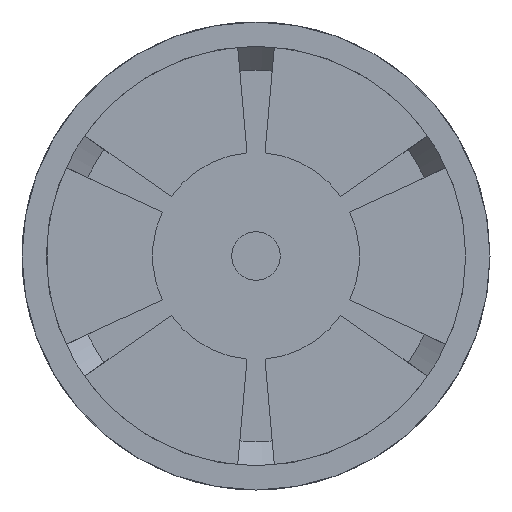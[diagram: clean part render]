
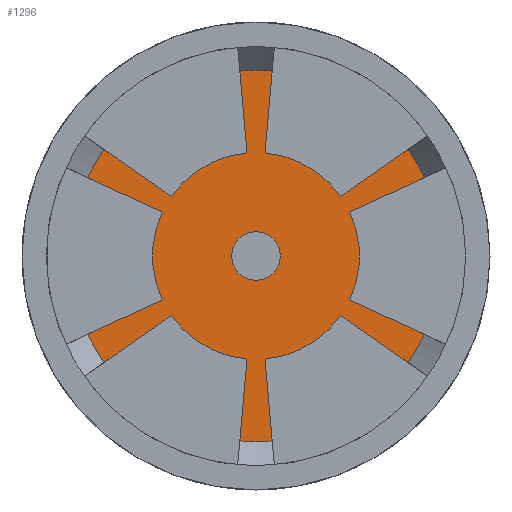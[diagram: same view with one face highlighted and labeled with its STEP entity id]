
A CAD part, front view. The second image highlights one B-rep face of the part: STEP entity #1296.
In plain terms, the highlighted planar face has unit normal (0, -1, 0).
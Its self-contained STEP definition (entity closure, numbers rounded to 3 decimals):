
#56=LINE('',#1910,#152);
#67=LINE('',#1939,#163);
#72=LINE('',#1952,#168);
#83=LINE('',#1981,#179);
#89=LINE('',#2000,#185);
#100=LINE('',#2023,#196);
#104=LINE('',#2036,#200);
#115=LINE('',#2065,#211);
#120=LINE('',#2078,#216);
#131=LINE('',#2107,#227);
#136=LINE('',#2120,#232);
#147=LINE('',#2149,#243);
#152=VECTOR('',#1505,5.088);
#163=VECTOR('',#1530,5.088);
#168=VECTOR('',#1541,5.088);
#179=VECTOR('',#1566,5.088);
#185=VECTOR('',#1584,5.088);
#196=VECTOR('',#1601,5.088);
#200=VECTOR('',#1613,5.088);
#211=VECTOR('',#1638,5.088);
#216=VECTOR('',#1649,5.088);
#227=VECTOR('',#1674,5.088);
#232=VECTOR('',#1685,5.088);
#243=VECTOR('',#1710,5.088);
#270=PLANE('',#1409);
#289=FACE_BOUND('',#429,.T.);
#354=FACE_OUTER_BOUND('',#428,.T.);
#428=EDGE_LOOP('',(#1082,#1083,#1084,#1085,#1086,#1087,#1088,#1089,#1090,
#1091,#1092,#1093,#1094,#1095,#1096,#1097,#1098,#1099,#1100,#1101,#1102,
#1103,#1104,#1105));
#429=EDGE_LOOP('',(#1106));
#500=CIRCLE('',#1339,1.5);
#501=CIRCLE('',#1343,6.412);
#506=CIRCLE('',#1353,6.412);
#513=CIRCLE('',#1366,6.412);
#516=CIRCLE('',#1373,6.412);
#521=CIRCLE('',#1383,6.412);
#526=CIRCLE('',#1393,6.412);
#538=CIRCLE('',#1410,11.5);
#539=CIRCLE('',#1411,11.5);
#540=CIRCLE('',#1412,11.5);
#541=CIRCLE('',#1413,11.5);
#542=CIRCLE('',#1414,11.5);
#543=CIRCLE('',#1415,11.5);
#581=VERTEX_POINT('',#1898);
#585=VERTEX_POINT('',#1907);
#586=VERTEX_POINT('',#1909);
#590=VERTEX_POINT('',#1919);
#597=VERTEX_POINT('',#1937);
#601=VERTEX_POINT('',#1949);
#602=VERTEX_POINT('',#1951);
#606=VERTEX_POINT('',#1961);
#613=VERTEX_POINT('',#1979);
#619=VERTEX_POINT('',#1997);
#620=VERTEX_POINT('',#1999);
#624=VERTEX_POINT('',#2009);
#629=VERTEX_POINT('',#2021);
#633=VERTEX_POINT('',#2033);
#634=VERTEX_POINT('',#2035);
#638=VERTEX_POINT('',#2045);
#645=VERTEX_POINT('',#2063);
#649=VERTEX_POINT('',#2075);
#650=VERTEX_POINT('',#2077);
#654=VERTEX_POINT('',#2087);
#661=VERTEX_POINT('',#2105);
#665=VERTEX_POINT('',#2117);
#666=VERTEX_POINT('',#2119);
#670=VERTEX_POINT('',#2129);
#677=VERTEX_POINT('',#2147);
#710=EDGE_CURVE('',#581,#581,#500,.T.);
#714=EDGE_CURVE('',#586,#585,#56,.T.);
#719=EDGE_CURVE('',#585,#590,#501,.T.);
#729=EDGE_CURVE('',#590,#597,#67,.T.);
#735=EDGE_CURVE('',#602,#601,#72,.T.);
#740=EDGE_CURVE('',#601,#606,#506,.T.);
#750=EDGE_CURVE('',#606,#613,#83,.T.);
#759=EDGE_CURVE('',#620,#619,#89,.T.);
#764=EDGE_CURVE('',#619,#624,#513,.T.);
#771=EDGE_CURVE('',#624,#629,#100,.T.);
#777=EDGE_CURVE('',#634,#633,#104,.T.);
#782=EDGE_CURVE('',#633,#638,#516,.T.);
#792=EDGE_CURVE('',#638,#645,#115,.T.);
#798=EDGE_CURVE('',#650,#649,#120,.T.);
#803=EDGE_CURVE('',#649,#654,#521,.T.);
#813=EDGE_CURVE('',#654,#661,#131,.T.);
#819=EDGE_CURVE('',#666,#665,#136,.T.);
#824=EDGE_CURVE('',#665,#670,#526,.T.);
#834=EDGE_CURVE('',#670,#677,#147,.T.);
#844=EDGE_CURVE('',#597,#650,#538,.T.);
#845=EDGE_CURVE('',#661,#602,#539,.T.);
#846=EDGE_CURVE('',#613,#666,#540,.T.);
#847=EDGE_CURVE('',#677,#620,#541,.T.);
#848=EDGE_CURVE('',#629,#634,#542,.T.);
#849=EDGE_CURVE('',#645,#586,#543,.T.);
#1082=ORIENTED_EDGE('',*,*,#714,.T.);
#1083=ORIENTED_EDGE('',*,*,#719,.T.);
#1084=ORIENTED_EDGE('',*,*,#729,.T.);
#1085=ORIENTED_EDGE('',*,*,#844,.T.);
#1086=ORIENTED_EDGE('',*,*,#798,.T.);
#1087=ORIENTED_EDGE('',*,*,#803,.T.);
#1088=ORIENTED_EDGE('',*,*,#813,.T.);
#1089=ORIENTED_EDGE('',*,*,#845,.T.);
#1090=ORIENTED_EDGE('',*,*,#735,.T.);
#1091=ORIENTED_EDGE('',*,*,#740,.T.);
#1092=ORIENTED_EDGE('',*,*,#750,.T.);
#1093=ORIENTED_EDGE('',*,*,#846,.T.);
#1094=ORIENTED_EDGE('',*,*,#819,.T.);
#1095=ORIENTED_EDGE('',*,*,#824,.T.);
#1096=ORIENTED_EDGE('',*,*,#834,.T.);
#1097=ORIENTED_EDGE('',*,*,#847,.T.);
#1098=ORIENTED_EDGE('',*,*,#759,.T.);
#1099=ORIENTED_EDGE('',*,*,#764,.T.);
#1100=ORIENTED_EDGE('',*,*,#771,.T.);
#1101=ORIENTED_EDGE('',*,*,#848,.T.);
#1102=ORIENTED_EDGE('',*,*,#777,.T.);
#1103=ORIENTED_EDGE('',*,*,#782,.T.);
#1104=ORIENTED_EDGE('',*,*,#792,.T.);
#1105=ORIENTED_EDGE('',*,*,#849,.T.);
#1106=ORIENTED_EDGE('',*,*,#710,.T.);
#1296=ADVANCED_FACE('',(#354,#289),#270,.T.);
#1339=AXIS2_PLACEMENT_3D('',#1899,#1496,#1497);
#1343=AXIS2_PLACEMENT_3D('',#1920,#1512,#1513);
#1353=AXIS2_PLACEMENT_3D('',#1962,#1548,#1549);
#1366=AXIS2_PLACEMENT_3D('',#2010,#1591,#1592);
#1373=AXIS2_PLACEMENT_3D('',#2046,#1620,#1621);
#1383=AXIS2_PLACEMENT_3D('',#2088,#1656,#1657);
#1393=AXIS2_PLACEMENT_3D('',#2130,#1692,#1693);
#1409=AXIS2_PLACEMENT_3D('',#2162,#1732,#1733);
#1410=AXIS2_PLACEMENT_3D('',#2163,#1734,#1735);
#1411=AXIS2_PLACEMENT_3D('',#2164,#1736,#1737);
#1412=AXIS2_PLACEMENT_3D('',#2165,#1738,#1739);
#1413=AXIS2_PLACEMENT_3D('',#2166,#1740,#1741);
#1414=AXIS2_PLACEMENT_3D('',#2167,#1742,#1743);
#1415=AXIS2_PLACEMENT_3D('',#2168,#1744,#1745);
#1496=DIRECTION('center_axis',(0.,1.,0.));
#1497=DIRECTION('ref_axis',(-1.,0.,0.));
#1505=DIRECTION('',(-0.819,0.,-0.574));
#1512=DIRECTION('center_axis',(0.,-1.,0.));
#1513=DIRECTION('ref_axis',(-0.087,0.,-0.996));
#1530=DIRECTION('',(0.087,0.,0.996));
#1541=DIRECTION('',(0.906,0.,-0.423));
#1548=DIRECTION('center_axis',(0.,-1.,0.));
#1549=DIRECTION('ref_axis',(0.906,0.,0.423));
#1566=DIRECTION('',(-0.906,0.,-0.423));
#1584=DIRECTION('',(-0.087,0.,0.996));
#1591=DIRECTION('center_axis',(0.,-1.,0.));
#1592=DIRECTION('ref_axis',(-0.819,0.,0.574));
#1601=DIRECTION('',(0.819,0.,-0.574));
#1613=DIRECTION('',(-0.906,0.,0.423));
#1620=DIRECTION('center_axis',(0.,-1.,0.));
#1621=DIRECTION('ref_axis',(-0.906,0.,-0.423));
#1638=DIRECTION('',(0.906,0.,0.423));
#1649=DIRECTION('',(0.087,0.,-0.996));
#1656=DIRECTION('center_axis',(0.,-1.,0.));
#1657=DIRECTION('ref_axis',(0.819,0.,-0.574));
#1674=DIRECTION('',(-0.819,0.,0.574));
#1685=DIRECTION('',(0.819,0.,0.574));
#1692=DIRECTION('center_axis',(0.,-1.,0.));
#1693=DIRECTION('ref_axis',(-0.087,0.,-0.996));
#1710=DIRECTION('',(-0.087,0.,-0.996));
#1732=DIRECTION('center_axis',(0.,-1.,0.));
#1733=DIRECTION('ref_axis',(0.,0.,-1.));
#1734=DIRECTION('center_axis',(0.,-1.,0.));
#1735=DIRECTION('ref_axis',(1.,0.,0.));
#1736=DIRECTION('center_axis',(0.,-1.,0.));
#1737=DIRECTION('ref_axis',(1.,0.,0.));
#1738=DIRECTION('center_axis',(0.,-1.,0.));
#1739=DIRECTION('ref_axis',(1.,0.,0.));
#1740=DIRECTION('center_axis',(0.,-1.,0.));
#1741=DIRECTION('ref_axis',(1.,0.,0.));
#1742=DIRECTION('center_axis',(0.,-1.,0.));
#1743=DIRECTION('ref_axis',(1.,0.,0.));
#1744=DIRECTION('center_axis',(0.,-1.,0.));
#1745=DIRECTION('ref_axis',(1.,0.,0.));
#1898=CARTESIAN_POINT('',(1.5,14.5,0.));
#1899=CARTESIAN_POINT('Origin',(0.,14.5,0.));
#1907=CARTESIAN_POINT('',(5.252,14.5,3.678));
#1909=CARTESIAN_POINT('',(9.42,14.5,6.596));
#1910=CARTESIAN_POINT('',(2.626,14.5,1.839));
#1919=CARTESIAN_POINT('',(0.559,14.5,6.388));
#1920=CARTESIAN_POINT('Origin',(0.,14.5,0.));
#1937=CARTESIAN_POINT('',(1.002,14.5,11.456));
#1939=CARTESIAN_POINT('',(0.665,14.5,7.597));
#1949=CARTESIAN_POINT('',(-5.811,14.5,2.71));
#1951=CARTESIAN_POINT('',(-10.423,14.5,4.86));
#1952=CARTESIAN_POINT('',(-2.906,14.5,1.355));
#1961=CARTESIAN_POINT('',(-5.811,14.5,-2.71));
#1962=CARTESIAN_POINT('Origin',(0.,14.5,0.));
#1979=CARTESIAN_POINT('',(-10.423,14.5,-4.86));
#1981=CARTESIAN_POINT('',(-6.912,14.5,-3.223));
#1997=CARTESIAN_POINT('',(0.559,14.5,-6.388));
#1999=CARTESIAN_POINT('',(1.002,14.5,-11.456));
#2000=CARTESIAN_POINT('',(0.279,14.5,-3.194));
#2009=CARTESIAN_POINT('',(5.252,14.5,-3.678));
#2010=CARTESIAN_POINT('Origin',(0.,14.5,0.));
#2021=CARTESIAN_POINT('',(9.42,14.5,-6.596));
#2023=CARTESIAN_POINT('',(6.247,14.5,-4.374));
#2033=CARTESIAN_POINT('',(5.811,14.5,-2.71));
#2035=CARTESIAN_POINT('',(10.423,14.5,-4.86));
#2036=CARTESIAN_POINT('',(2.906,14.5,-1.355));
#2045=CARTESIAN_POINT('',(5.811,14.5,2.71));
#2046=CARTESIAN_POINT('Origin',(0.,14.5,0.));
#2063=CARTESIAN_POINT('',(10.423,14.5,4.86));
#2065=CARTESIAN_POINT('',(6.912,14.5,3.223));
#2075=CARTESIAN_POINT('',(-0.559,14.5,6.388));
#2077=CARTESIAN_POINT('',(-1.002,14.5,11.456));
#2078=CARTESIAN_POINT('',(-0.279,14.5,3.194));
#2087=CARTESIAN_POINT('',(-5.252,14.5,3.678));
#2088=CARTESIAN_POINT('Origin',(0.,14.5,0.));
#2105=CARTESIAN_POINT('',(-9.42,14.5,6.596));
#2107=CARTESIAN_POINT('',(-6.247,14.5,4.374));
#2117=CARTESIAN_POINT('',(-5.252,14.5,-3.678));
#2119=CARTESIAN_POINT('',(-9.42,14.5,-6.596));
#2120=CARTESIAN_POINT('',(-2.626,14.5,-1.839));
#2129=CARTESIAN_POINT('',(-0.559,14.5,-6.388));
#2130=CARTESIAN_POINT('Origin',(0.,14.5,0.));
#2147=CARTESIAN_POINT('',(-1.002,14.5,-11.456));
#2149=CARTESIAN_POINT('',(-0.665,14.5,-7.597));
#2162=CARTESIAN_POINT('Origin',(0.,14.5,0.));
#2163=CARTESIAN_POINT('Origin',(0.,14.5,0.));
#2164=CARTESIAN_POINT('Origin',(0.,14.5,0.));
#2165=CARTESIAN_POINT('Origin',(0.,14.5,0.));
#2166=CARTESIAN_POINT('Origin',(0.,14.5,0.));
#2167=CARTESIAN_POINT('Origin',(0.,14.5,0.));
#2168=CARTESIAN_POINT('Origin',(0.,14.5,0.));
